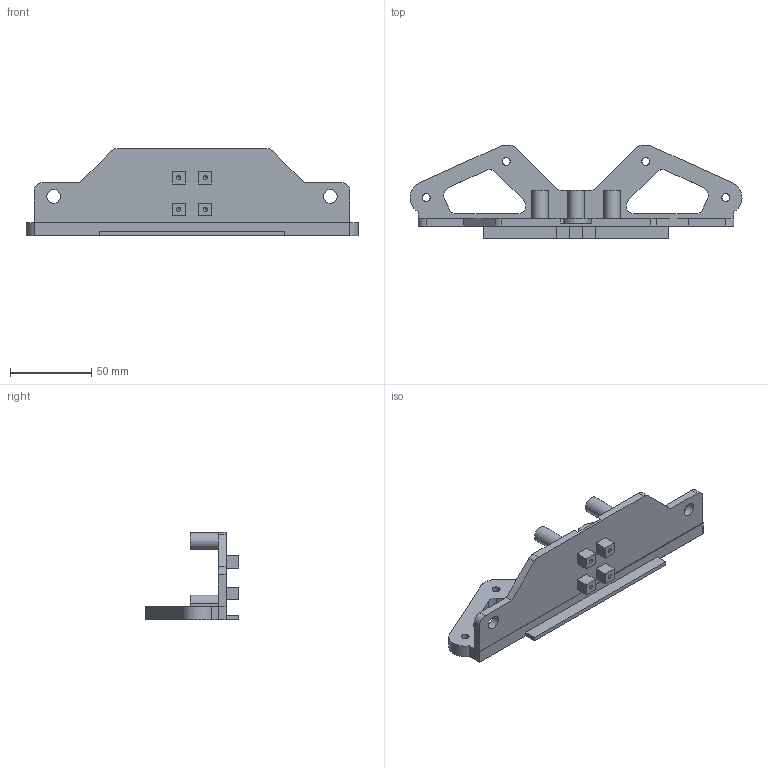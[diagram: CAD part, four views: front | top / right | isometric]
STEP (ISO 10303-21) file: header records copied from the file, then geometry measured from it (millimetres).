
FILE_DESCRIPTION(('FreeCAD Model'),'2;1');
FILE_NAME('Front-Brace.step','2020-08-11T12:12:21',('Author'), (''),'Open CASCADE STEP processor 7.3','FreeCAD','Unknown');
FILE_SCHEMA(('AUTOMOTIVE_DESIGN { 1 0 10303 214 1 1 1 1 }'));
Length unit declared in the file: millimetre
Products named in the file (1): Front-Brace
Bounding box: 203.99 x 57.6 x 53.5 mm (x, y, z)
Volume: 79984.5 mm3; surface area: 36452.9 mm2
Topology: 1 solids, 1 shells, 124 faces, 320 edges, 203 vertices
Faces by surface type: plane 76, cylinder 41, cone 7
Full cylindrical faces by diameter (mm): 2.6 x7, 4.8 x4, 8.5 x2, 10 x2, 15.7 x1
Entity records: 3765 total; most frequent: DIRECTION 650, CARTESIAN_POINT 641, ORIENTED_EDGE 626, EDGE_CURVE 313, LINE 226, VECTOR 226, AXIS2_PLACEMENT_3D 212, VERTEX_POINT 203
